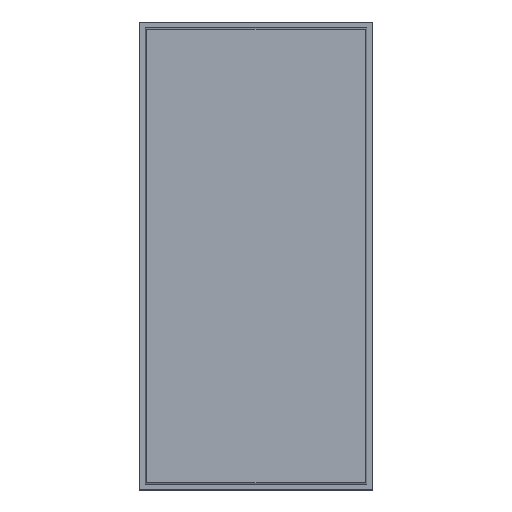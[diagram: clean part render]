
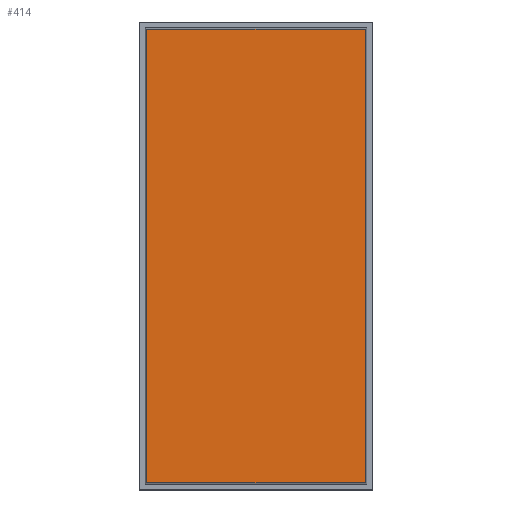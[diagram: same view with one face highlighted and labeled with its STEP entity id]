
A CAD part, top view. The second image highlights one B-rep face of the part: STEP entity #414.
In plain terms, the highlighted planar face has unit normal (0, 0, 1).
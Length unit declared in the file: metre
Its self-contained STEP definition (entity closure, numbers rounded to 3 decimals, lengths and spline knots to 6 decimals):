
#1 = EDGE_CURVE ( 'NONE', #483, #582, #635, .T. ) ;
#4 = LINE ( 'NONE', #167, #26 ) ;
#26 = VECTOR ( 'NONE', #369, 1. ) ;
#42 = CARTESIAN_POINT ( 'NONE',  ( 0., 0., 0.0256 ) ) ;
#70 = CARTESIAN_POINT ( 'NONE',  ( 0.2788, -0.5788, 0.0256 ) ) ;
#94 = PLANE ( 'NONE',  #630 ) ;
#157 = CARTESIAN_POINT ( 'NONE',  ( 0.2788, 0.5788, 0.0256 ) ) ;
#166 = VERTEX_POINT ( 'NONE', #454 ) ;
#167 = CARTESIAN_POINT ( 'NONE',  ( -0.2788, 0.5788, 0.0256 ) ) ;
#168 = EDGE_CURVE ( 'NONE', #166, #325, #4, .T. ) ;
#170 = ORIENTED_EDGE ( 'NONE', *, *, #168, .F. ) ;
#174 = VECTOR ( 'NONE', #432, 1. ) ;
#182 = CARTESIAN_POINT ( 'NONE',  ( 0.2788, -0.5788, 0.0256 ) ) ;
#190 = CARTESIAN_POINT ( 'NONE',  ( -0.2788, 0.5788, 0.0256 ) ) ;
#239 = EDGE_LOOP ( 'NONE', ( #579, #403, #170, #304 ) ) ;
#267 = EDGE_CURVE ( 'NONE', #325, #483, #540, .T. ) ;
#276 = DIRECTION ( 'NONE',  ( 1., 0., 0. ) ) ;
#284 = CARTESIAN_POINT ( 'NONE',  ( 0.2788, 0.5788, 0.0256 ) ) ;
#304 = ORIENTED_EDGE ( 'NONE', *, *, #589, .F. ) ;
#325 = VERTEX_POINT ( 'NONE', #190 ) ;
#369 = DIRECTION ( 'NONE',  ( 0., 1., 0. ) ) ;
#403 = ORIENTED_EDGE ( 'NONE', *, *, #267, .F. ) ;
#414 = ADVANCED_FACE ( 'NONE', ( #545 ), #94, .T. ) ;
#432 = DIRECTION ( 'NONE',  ( 0., -1., 0. ) ) ;
#442 = DIRECTION ( 'NONE',  ( 0., 0., 1. ) ) ;
#454 = CARTESIAN_POINT ( 'NONE',  ( -0.2788, -0.5788, 0.0256 ) ) ;
#482 = CARTESIAN_POINT ( 'NONE',  ( -0.2788, -0.5788, 0.0256 ) ) ;
#483 = VERTEX_POINT ( 'NONE', #157 ) ;
#518 = VECTOR ( 'NONE', #276, 1. ) ;
#524 = LINE ( 'NONE', #482, #571 ) ;
#540 = LINE ( 'NONE', #284, #518 ) ;
#545 = FACE_OUTER_BOUND ( 'NONE', #239, .T. ) ;
#571 = VECTOR ( 'NONE', #573, 1. ) ;
#573 = DIRECTION ( 'NONE',  ( -1., 0., 0. ) ) ;
#579 = ORIENTED_EDGE ( 'NONE', *, *, #1, .F. ) ;
#582 = VERTEX_POINT ( 'NONE', #182 ) ;
#589 = EDGE_CURVE ( 'NONE', #582, #166, #524, .T. ) ;
#630 = AXIS2_PLACEMENT_3D ( 'NONE', #42, #442, #641 ) ;
#635 = LINE ( 'NONE', #70, #174 ) ;
#641 = DIRECTION ( 'NONE',  ( 0., -1., 0. ) ) ;
